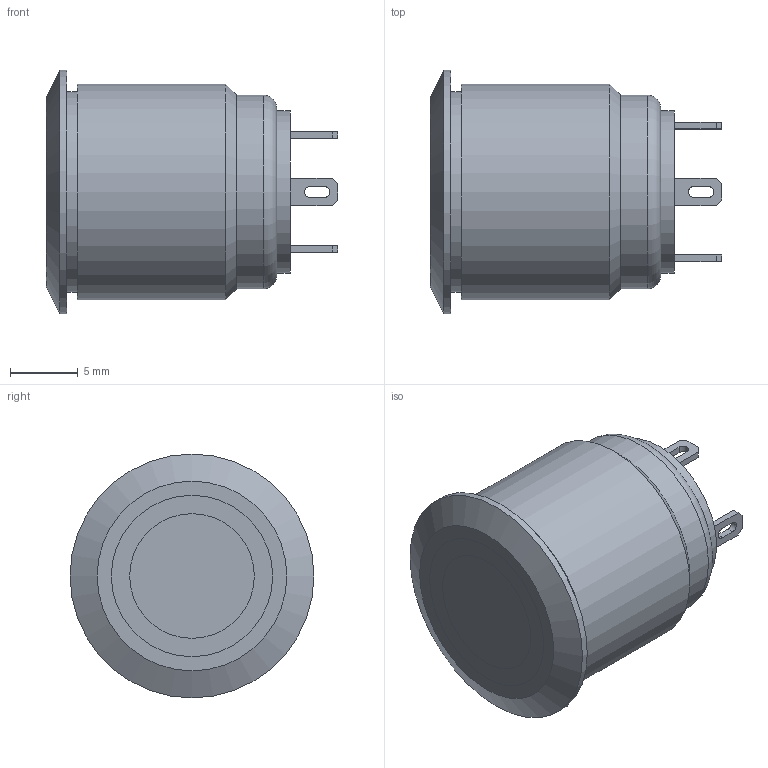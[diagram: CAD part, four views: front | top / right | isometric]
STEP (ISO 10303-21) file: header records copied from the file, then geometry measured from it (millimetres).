
FILE_DESCRIPTION((' '),'2;1');
FILE_NAME('PV6H240xx-3xx.stp','2017-08-03T14:27:46',(' '),(' '),' ','ACIS',' ');
FILE_SCHEMA(('CONFIG_CONTROL_DESIGN'));
Length unit declared in the file: inch
Products named in the file (1): PV6H240xx-3xx.stp
Bounding box: 21.5 x 18 x 18 mm (x, y, z)
Volume: 2728 mm3; surface area: 2483.3 mm2
Topology: 1 solids, 3 shells, 124 faces, 290 edges, 195 vertices
Faces by surface type: plane 93, cylinder 26, cone 3, torus 2
Full cylindrical faces by diameter (mm): 1.7 x1, 5.2 x1, 7.2 x1, 7.3 x1, 8.1 x1, 8.4 x1, 9.2 x2, 11.9 x1, 12 x1, 14.3 x1, 14.8 x1, 15.9 x1, 18 x1
Entity records: 3491 total; most frequent: CARTESIAN_POINT 575, DIRECTION 572, ORIENTED_EDGE 526, EDGE_CURVE 263, VECTOR 204, LINE 204, VERTEX_POINT 187, AXIS2_PLACEMENT_3D 184
